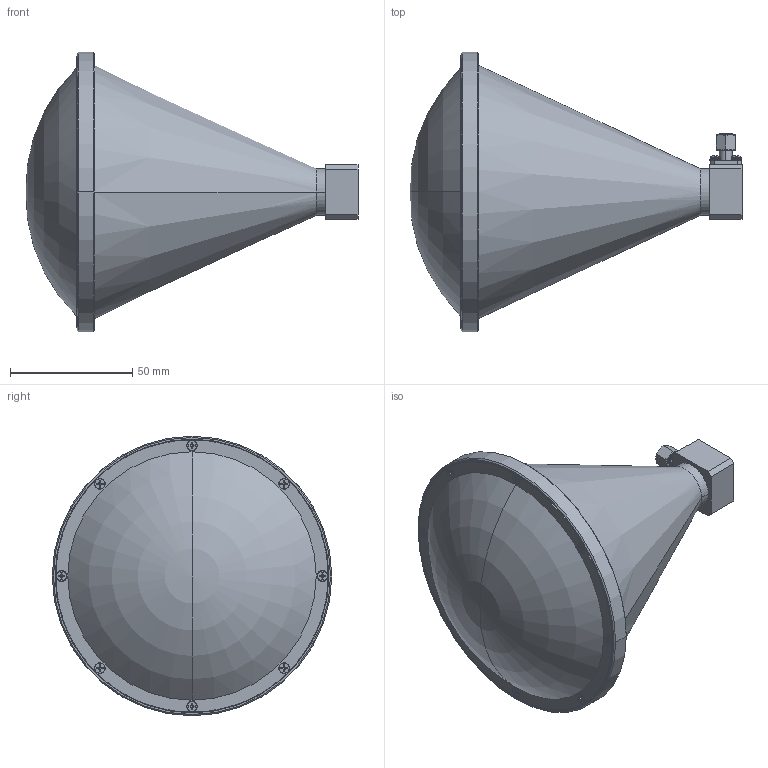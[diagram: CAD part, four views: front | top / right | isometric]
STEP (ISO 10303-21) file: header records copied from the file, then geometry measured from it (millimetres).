
FILE_DESCRIPTION (( 'STEP AP203' ), '1' );
FILE_NAME ('SAL-2532732607-KM-S1.STEP', '2019-05-16T18:20:10', ( '' ), ( '' ), 'SwSTEP 2.0', 'SolidWorks 2016', '' );
FILE_SCHEMA (( 'CONFIG_CONTROL_DESIGN' ));
Length unit declared in the file: inch
Products named in the file (1): SAL-2532732607-KM-S1
Bounding box: 135.79 x 114.3 x 114.3 mm (x, y, z)
Volume: 484085.1 mm3; surface area: 42110.2 mm2
Topology: 17 solids, 18 shells, 1161 faces, 3216 edges, 2103 vertices
Faces by surface type: cylinder 612, plane 287, cone 200, bspline 36, torus 18, sphere 8
Entity records: 54253 total; most frequent: CARTESIAN_POINT 27971, ORIENTED_EDGE 6364, DIRECTION 4670, EDGE_CURVE 3182, VERTEX_POINT 2103, AXIS2_PLACEMENT_3D 1754, EDGE_LOOP 1223, VECTOR 1162
